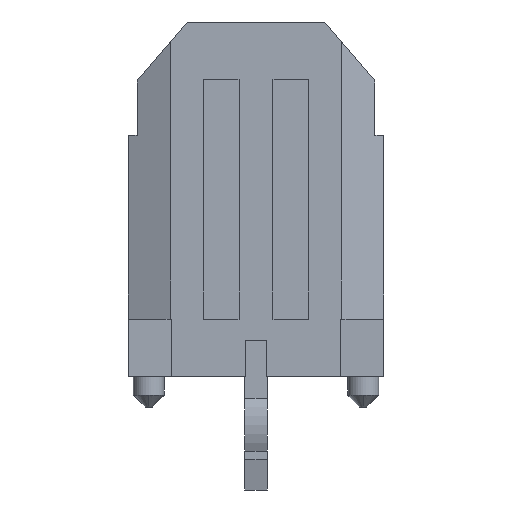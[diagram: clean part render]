
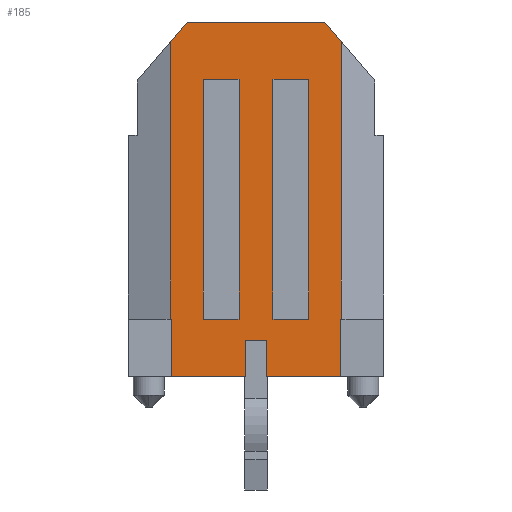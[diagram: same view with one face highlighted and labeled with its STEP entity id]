
A CAD part, front view. The second image highlights one B-rep face of the part: STEP entity #185.
In plain terms, the highlighted planar face has unit normal (0, -1, 0).
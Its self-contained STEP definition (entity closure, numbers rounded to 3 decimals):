
#185=ADVANCED_FACE('',(#496,#497,#498),#499,.T.);
#496=FACE_OUTER_BOUND('',#859,.T.);
#497=FACE_BOUND('',#860,.T.);
#498=FACE_BOUND('',#861,.T.);
#499=PLANE('',#862);
#859=EDGE_LOOP('',(#2022,#2023,#2024,#2025,#2026,#2027,#2028,#2029,#2030,#2031,#2032,#2033,#2034,#2035));
#860=EDGE_LOOP('',(#2036,#2037,#2038,#2039));
#861=EDGE_LOOP('',(#2040,#2041,#2042,#2043));
#862=AXIS2_PLACEMENT_3D('',#2044,#2045,#2046);
#2022=ORIENTED_EDGE('',*,*,#2732,.T.);
#2023=ORIENTED_EDGE('',*,*,#2772,.F.);
#2024=ORIENTED_EDGE('',*,*,#2818,.F.);
#2025=ORIENTED_EDGE('',*,*,#2819,.F.);
#2026=ORIENTED_EDGE('',*,*,#2820,.T.);
#2027=ORIENTED_EDGE('',*,*,#2821,.F.);
#2028=ORIENTED_EDGE('',*,*,#2492,.T.);
#2029=ORIENTED_EDGE('',*,*,#2667,.F.);
#2030=ORIENTED_EDGE('',*,*,#2665,.T.);
#2031=ORIENTED_EDGE('',*,*,#2662,.T.);
#2032=ORIENTED_EDGE('',*,*,#2822,.T.);
#2033=ORIENTED_EDGE('',*,*,#2823,.T.);
#2034=ORIENTED_EDGE('',*,*,#2824,.F.);
#2035=ORIENTED_EDGE('',*,*,#2717,.T.);
#2036=ORIENTED_EDGE('',*,*,#2825,.F.);
#2037=ORIENTED_EDGE('',*,*,#2826,.F.);
#2038=ORIENTED_EDGE('',*,*,#2827,.T.);
#2039=ORIENTED_EDGE('',*,*,#2828,.T.);
#2040=ORIENTED_EDGE('',*,*,#2829,.F.);
#2041=ORIENTED_EDGE('',*,*,#2830,.F.);
#2042=ORIENTED_EDGE('',*,*,#2831,.T.);
#2043=ORIENTED_EDGE('',*,*,#2832,.T.);
#2044=CARTESIAN_POINT('',(-3.325,-3.43,4.955));
#2045=DIRECTION('',(0.0,-1.0,0.0));
#2046=DIRECTION('',(0.0,0.0,-1.0));
#2492=EDGE_CURVE('',#3034,#3032,#3035,.T.);
#2662=EDGE_CURVE('',#3339,#3337,#3340,.T.);
#2665=EDGE_CURVE('',#3343,#3339,#3344,.T.);
#2667=EDGE_CURVE('',#3343,#3032,#3346,.T.);
#2717=EDGE_CURVE('',#3429,#3427,#3430,.T.);
#2732=EDGE_CURVE('',#3427,#3453,#3455,.T.);
#2772=EDGE_CURVE('',#3520,#3453,#3522,.T.);
#2818=EDGE_CURVE('',#3578,#3520,#3579,.T.);
#2819=EDGE_CURVE('',#3580,#3578,#3581,.T.);
#2820=EDGE_CURVE('',#3580,#3582,#3583,.T.);
#2821=EDGE_CURVE('',#3034,#3582,#3584,.T.);
#2822=EDGE_CURVE('',#3337,#3585,#3586,.T.);
#2823=EDGE_CURVE('',#3585,#3587,#3588,.T.);
#2824=EDGE_CURVE('',#3429,#3587,#3589,.T.);
#2825=EDGE_CURVE('',#3590,#3591,#3592,.T.);
#2826=EDGE_CURVE('',#3593,#3590,#3594,.T.);
#2827=EDGE_CURVE('',#3593,#3595,#3596,.T.);
#2828=EDGE_CURVE('',#3595,#3591,#3597,.T.);
#2829=EDGE_CURVE('',#3598,#3599,#3600,.T.);
#2830=EDGE_CURVE('',#3601,#3598,#3602,.T.);
#2831=EDGE_CURVE('',#3601,#3603,#3604,.T.);
#2832=EDGE_CURVE('',#3603,#3599,#3605,.T.);
#3032=VERTEX_POINT('',#3849);
#3034=VERTEX_POINT('',#3852);
#3035=LINE('',#3853,#3854);
#3337=VERTEX_POINT('',#4314);
#3339=VERTEX_POINT('',#4317);
#3340=LINE('',#4318,#4319);
#3343=VERTEX_POINT('',#4324);
#3344=LINE('',#4325,#4326);
#3346=LINE('',#4329,#4330);
#3427=VERTEX_POINT('',#4459);
#3429=VERTEX_POINT('',#4462);
#3430=LINE('',#4463,#4464);
#3453=VERTEX_POINT('',#4500);
#3455=LINE('',#4503,#4504);
#3520=VERTEX_POINT('',#4603);
#3522=LINE('',#4606,#4607);
#3578=VERTEX_POINT('',#4708);
#3579=LINE('',#4709,#4710);
#3580=VERTEX_POINT('',#4711);
#3581=LINE('',#4712,#4713);
#3582=VERTEX_POINT('',#4714);
#3583=LINE('',#4715,#4716);
#3584=LINE('',#4717,#4718);
#3585=VERTEX_POINT('',#4719);
#3586=LINE('',#4720,#4721);
#3587=VERTEX_POINT('',#4722);
#3588=LINE('',#4723,#4724);
#3589=LINE('',#4725,#4726);
#3590=VERTEX_POINT('',#4727);
#3591=VERTEX_POINT('',#4728);
#3592=LINE('',#4729,#4730);
#3593=VERTEX_POINT('',#4731);
#3594=LINE('',#4732,#4733);
#3595=VERTEX_POINT('',#4734);
#3596=LINE('',#4735,#4736);
#3597=LINE('',#4737,#4738);
#3598=VERTEX_POINT('',#4739);
#3599=VERTEX_POINT('',#4740);
#3600=LINE('',#4741,#4742);
#3601=VERTEX_POINT('',#4743);
#3602=LINE('',#4744,#4745);
#3603=VERTEX_POINT('',#4746);
#3604=LINE('',#4747,#4748);
#3605=LINE('',#4749,#4750);
#3849=CARTESIAN_POINT('',(1.925,-3.43,4.955));
#3852=CARTESIAN_POINT('',(2.384,-3.43,4.413));
#3853=CARTESIAN_POINT('',(2.384,-3.43,4.413));
#3854=VECTOR('',#4984,0.71);
#4314=CARTESIAN_POINT('',(-2.384,-3.43,-3.355));
#4317=CARTESIAN_POINT('',(-2.384,-3.43,4.413));
#4318=CARTESIAN_POINT('',(-2.384,-3.43,4.413));
#4319=VECTOR('',#5174,7.768);
#4324=CARTESIAN_POINT('',(-1.925,-3.43,4.955));
#4325=CARTESIAN_POINT('',(-1.925,-3.43,4.955));
#4326=VECTOR('',#5177,0.71);
#4329=CARTESIAN_POINT('',(-1.925,-3.43,4.955));
#4330=VECTOR('',#5179,3.85);
#4459=CARTESIAN_POINT('',(-0.299,-3.43,-3.955));
#4462=CARTESIAN_POINT('',(-0.299,-3.43,-4.955));
#4463=CARTESIAN_POINT('',(-0.299,-3.43,-4.955));
#4464=VECTOR('',#5229,1.0);
#4500=CARTESIAN_POINT('',(0.299,-3.43,-3.955));
#4503=CARTESIAN_POINT('',(-0.299,-3.43,-3.955));
#4504=VECTOR('',#5244,0.597);
#4603=CARTESIAN_POINT('',(0.299,-3.43,-4.955));
#4606=CARTESIAN_POINT('',(0.299,-3.43,-4.955));
#4607=VECTOR('',#5292,1.0);
#4708=CARTESIAN_POINT('',(2.375,-3.43,-4.955));
#4709=CARTESIAN_POINT('',(2.375,-3.43,-4.955));
#4710=VECTOR('',#5338,2.077);
#4711=CARTESIAN_POINT('',(2.375,-3.43,-3.355));
#4712=CARTESIAN_POINT('',(2.375,-3.43,-3.355));
#4713=VECTOR('',#5339,1.6);
#4714=CARTESIAN_POINT('',(2.384,-3.43,-3.355));
#4715=CARTESIAN_POINT('',(2.375,-3.43,-3.355));
#4716=VECTOR('',#5340,0.009);
#4717=CARTESIAN_POINT('',(2.384,-3.43,4.413));
#4718=VECTOR('',#5341,7.768);
#4719=CARTESIAN_POINT('',(-2.375,-3.43,-3.355));
#4720=CARTESIAN_POINT('',(-2.384,-3.43,-3.355));
#4721=VECTOR('',#5342,0.009);
#4722=CARTESIAN_POINT('',(-2.375,-3.43,-4.955));
#4723=CARTESIAN_POINT('',(-2.375,-3.43,-3.355));
#4724=VECTOR('',#5343,1.6);
#4725=CARTESIAN_POINT('',(-0.299,-3.43,-4.955));
#4726=VECTOR('',#5344,2.077);
#4727=CARTESIAN_POINT('',(1.475,-3.43,-3.355));
#4728=CARTESIAN_POINT('',(1.475,-3.43,3.355));
#4729=CARTESIAN_POINT('',(1.475,-3.43,-3.355));
#4730=VECTOR('',#5345,6.71);
#4731=CARTESIAN_POINT('',(0.475,-3.43,-3.355));
#4732=CARTESIAN_POINT('',(0.475,-3.43,-3.355));
#4733=VECTOR('',#5346,1.0);
#4734=CARTESIAN_POINT('',(0.475,-3.43,3.355));
#4735=CARTESIAN_POINT('',(0.475,-3.43,-3.355));
#4736=VECTOR('',#5347,6.71);
#4737=CARTESIAN_POINT('',(0.475,-3.43,3.355));
#4738=VECTOR('',#5348,1.0);
#4739=CARTESIAN_POINT('',(-0.475,-3.43,-3.355));
#4740=CARTESIAN_POINT('',(-0.475,-3.43,3.355));
#4741=CARTESIAN_POINT('',(-0.475,-3.43,-3.355));
#4742=VECTOR('',#5349,6.71);
#4743=CARTESIAN_POINT('',(-1.475,-3.43,-3.355));
#4744=CARTESIAN_POINT('',(-1.475,-3.43,-3.355));
#4745=VECTOR('',#5350,1.0);
#4746=CARTESIAN_POINT('',(-1.475,-3.43,3.355));
#4747=CARTESIAN_POINT('',(-1.475,-3.43,-3.355));
#4748=VECTOR('',#5351,6.71);
#4749=CARTESIAN_POINT('',(-1.475,-3.43,3.355));
#4750=VECTOR('',#5352,1.0);
#4984=DIRECTION('',(-0.647,0.0,0.763));
#5174=DIRECTION('',(0.0,0.0,-1.0));
#5177=DIRECTION('',(-0.647,0.0,-0.763));
#5179=DIRECTION('',(1.0,0.0,0.0));
#5229=DIRECTION('',(0.0,0.0,1.0));
#5244=DIRECTION('',(1.0,0.0,0.0));
#5292=DIRECTION('',(0.0,0.0,1.0));
#5338=DIRECTION('',(-1.0,0.0,0.0));
#5339=DIRECTION('',(0.0,0.0,-1.0));
#5340=DIRECTION('',(1.0,0.,0.0));
#5341=DIRECTION('',(0.0,0.0,-1.0));
#5342=DIRECTION('',(1.0,0.,0.));
#5343=DIRECTION('',(0.0,0.0,-1.0));
#5344=DIRECTION('',(-1.0,0.0,0.0));
#5345=DIRECTION('',(0.0,0.0,1.0));
#5346=DIRECTION('',(1.0,0.0,0.0));
#5347=DIRECTION('',(0.0,0.0,1.0));
#5348=DIRECTION('',(1.0,0.0,0.0));
#5349=DIRECTION('',(0.0,0.0,1.0));
#5350=DIRECTION('',(1.0,0.0,0.0));
#5351=DIRECTION('',(0.0,0.0,1.0));
#5352=DIRECTION('',(1.0,0.0,0.0));
